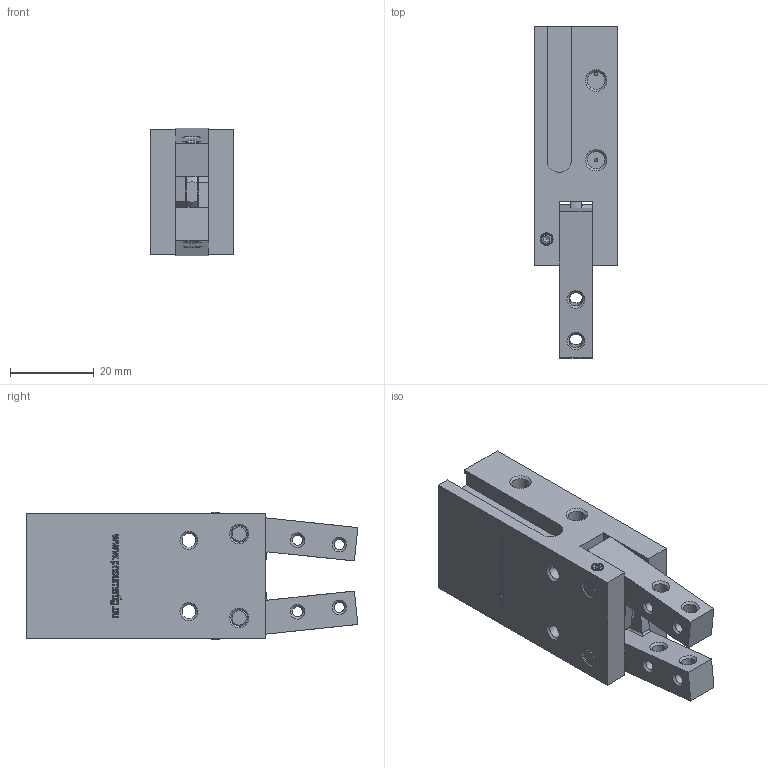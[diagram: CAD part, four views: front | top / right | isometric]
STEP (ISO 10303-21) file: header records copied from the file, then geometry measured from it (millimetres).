
FILE_DESCRIPTION(/* description */ (''),/* implementation_level */ '2;1');
FILE_NAME(/* name */ 'C-V-16-NCM.stp',/* time_stamp */ '2017-02-17T09:23:58+01:00',/* author */ (''),/* organization */ (''),/* preprocessor_version */ 'ST-DEVELOPER v15.2',/* originating_system */ 'Autodesk Translator Framework v2.0.0.5431',/* authorisation */ '');
FILE_SCHEMA (('AUTOMOTIVE_DESIGN { 1 0 10303 214 3 1 1 }'));
Products named in the file (1): (Unsaved)
Bounding box: 20 x 79.12 x 30.41 mm (x, y, z)
Volume: 26427.9 mm3; surface area: 15390.9 mm2
Topology: 1 solids, 7 shells, 1369 faces, 3743 edges, 2454 vertices
Faces by surface type: bspline 765, plane 462, cylinder 71, cone 66, torus 5
Full cylindrical faces by diameter (mm): 0.8 x2, 2.459 x8, 3.242 x9, 4 x10, 4.134 x2, 5.2 x1, 6 x1, 7.7 x1, 7.8 x1, 8 x2, 8.5 x1, 12 x1, 15.5 x1, 16 x1, 16.4 x1, 18 x4, 19.1 x1
Entity records: 49740 total; most frequent: CARTESIAN_POINT 20928, ORIENTED_EDGE 7246, EDGE_CURVE 3601, DIRECTION 3403, VERTEX_POINT 2420, LINE 1825, VECTOR 1825, EDGE_LOOP 1587
